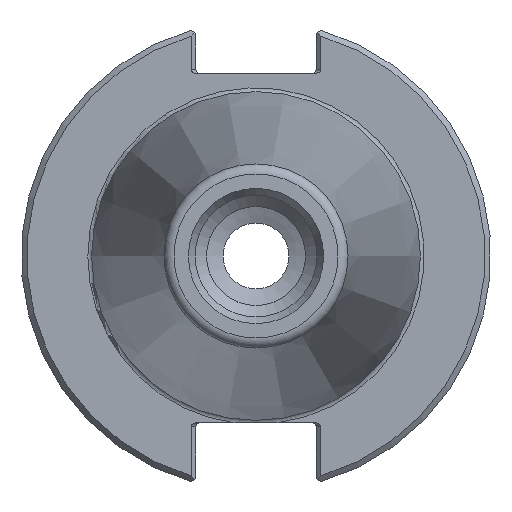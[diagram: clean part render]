
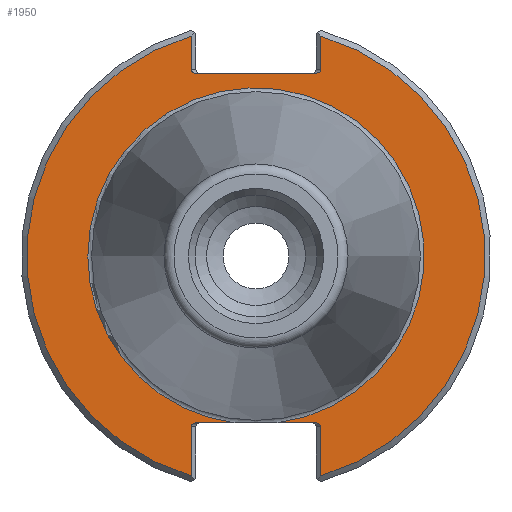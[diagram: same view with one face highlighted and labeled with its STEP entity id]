
A CAD part, left-side view. The second image highlights one B-rep face of the part: STEP entity #1950.
In plain terms, the highlighted planar face has unit normal (-1, 0, 0).
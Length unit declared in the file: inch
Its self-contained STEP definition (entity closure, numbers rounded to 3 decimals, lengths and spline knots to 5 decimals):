
#68=ELLIPSE('',#2114,0.02828,0.02);
#69=ELLIPSE('',#2116,0.02828,0.02);
#70=ELLIPSE('',#2117,0.02828,0.02);
#71=ELLIPSE('',#2119,0.02828,0.02);
#94=LINE('',#3007,#194);
#100=LINE('',#3035,#200);
#101=LINE('',#3039,#201);
#102=LINE('',#3043,#202);
#103=LINE('',#3048,#203);
#104=LINE('',#3052,#204);
#105=LINE('',#3055,#205);
#194=VECTOR('',#2414,0.63343);
#200=VECTOR('',#2428,0.205);
#201=VECTOR('',#2431,0.2622);
#202=VECTOR('',#2434,0.1782);
#203=VECTOR('',#2439,0.1782);
#204=VECTOR('',#2442,0.2622);
#205=VECTOR('',#2445,0.205);
#303=PLANE('',#2113);
#476=FACE_OUTER_BOUND('',#627,.T.);
#627=EDGE_LOOP('',(#1371,#1372,#1373,#1374,#1375,#1376,#1377,#1378,#1379,
#1380,#1381,#1382,#1383,#1384));
#801=CIRCLE('',#2111,0.895);
#803=CIRCLE('',#2115,1.22);
#804=CIRCLE('',#2118,1.22);
#902=VERTEX_POINT('',#3003);
#904=VERTEX_POINT('',#3006);
#908=VERTEX_POINT('',#3017);
#909=VERTEX_POINT('',#3018);
#911=VERTEX_POINT('',#3034);
#912=VERTEX_POINT('',#3036);
#913=VERTEX_POINT('',#3038);
#914=VERTEX_POINT('',#3040);
#915=VERTEX_POINT('',#3042);
#916=VERTEX_POINT('',#3045);
#917=VERTEX_POINT('',#3047);
#918=VERTEX_POINT('',#3049);
#919=VERTEX_POINT('',#3051);
#920=VERTEX_POINT('',#3053);
#1090=EDGE_CURVE('',#902,#904,#94,.T.);
#1097=EDGE_CURVE('',#908,#909,#801,.T.);
#1099=EDGE_CURVE('',#911,#908,#100,.T.);
#1100=EDGE_CURVE('',#912,#911,#68,.T.);
#1101=EDGE_CURVE('',#913,#912,#101,.T.);
#1102=EDGE_CURVE('',#914,#913,#803,.T.);
#1103=EDGE_CURVE('',#915,#914,#102,.T.);
#1104=EDGE_CURVE('',#904,#915,#69,.T.);
#1105=EDGE_CURVE('',#916,#902,#70,.T.);
#1106=EDGE_CURVE('',#917,#916,#103,.T.);
#1107=EDGE_CURVE('',#918,#917,#804,.T.);
#1108=EDGE_CURVE('',#919,#918,#104,.T.);
#1109=EDGE_CURVE('',#920,#919,#71,.T.);
#1110=EDGE_CURVE('',#909,#920,#105,.T.);
#1371=ORIENTED_EDGE('',*,*,#1097,.F.);
#1372=ORIENTED_EDGE('',*,*,#1099,.F.);
#1373=ORIENTED_EDGE('',*,*,#1100,.F.);
#1374=ORIENTED_EDGE('',*,*,#1101,.F.);
#1375=ORIENTED_EDGE('',*,*,#1102,.F.);
#1376=ORIENTED_EDGE('',*,*,#1103,.F.);
#1377=ORIENTED_EDGE('',*,*,#1104,.F.);
#1378=ORIENTED_EDGE('',*,*,#1090,.F.);
#1379=ORIENTED_EDGE('',*,*,#1105,.F.);
#1380=ORIENTED_EDGE('',*,*,#1106,.F.);
#1381=ORIENTED_EDGE('',*,*,#1107,.F.);
#1382=ORIENTED_EDGE('',*,*,#1108,.F.);
#1383=ORIENTED_EDGE('',*,*,#1109,.F.);
#1384=ORIENTED_EDGE('',*,*,#1110,.F.);
#1950=ADVANCED_FACE('',(#476),#303,.T.);
#2111=AXIS2_PLACEMENT_3D('',#3030,#2422,#2423);
#2113=AXIS2_PLACEMENT_3D('',#3033,#2426,#2427);
#2114=AXIS2_PLACEMENT_3D('',#3037,#2429,#2430);
#2115=AXIS2_PLACEMENT_3D('',#3041,#2432,#2433);
#2116=AXIS2_PLACEMENT_3D('',#3044,#2435,#2436);
#2117=AXIS2_PLACEMENT_3D('',#3046,#2437,#2438);
#2118=AXIS2_PLACEMENT_3D('',#3050,#2440,#2441);
#2119=AXIS2_PLACEMENT_3D('',#3054,#2443,#2444);
#2414=DIRECTION('',(0.,-1.,0.));
#2422=DIRECTION('center_axis',(-1.,0.,0.));
#2423=DIRECTION('ref_axis',(0.,-1.,0.));
#2426=DIRECTION('center_axis',(-1.,0.,0.));
#2427=DIRECTION('ref_axis',(0.,0.,1.));
#2428=DIRECTION('',(0.,1.,0.));
#2429=DIRECTION('center_axis',(-1.,0.,0.));
#2430=DIRECTION('ref_axis',(0.,-1.,0.));
#2431=DIRECTION('',(0.,0.,1.));
#2432=DIRECTION('center_axis',(1.,0.,0.));
#2433=DIRECTION('ref_axis',(0.,-1.,0.));
#2434=DIRECTION('',(0.,0.,1.));
#2435=DIRECTION('center_axis',(-1.,0.,0.));
#2436=DIRECTION('ref_axis',(0.,-1.,0.));
#2437=DIRECTION('center_axis',(-1.,0.,0.));
#2438=DIRECTION('ref_axis',(0.,1.,0.));
#2439=DIRECTION('',(0.,0.,-1.));
#2440=DIRECTION('center_axis',(1.,0.,0.));
#2441=DIRECTION('ref_axis',(0.,1.,0.));
#2442=DIRECTION('',(0.,0.,-1.));
#2443=DIRECTION('center_axis',(-1.,0.,0.));
#2444=DIRECTION('ref_axis',(0.,1.,0.));
#2445=DIRECTION('',(0.,1.,0.));
#3003=CARTESIAN_POINT('',(0.125,0.31672,0.972));
#3006=CARTESIAN_POINT('',(0.125,-0.31672,0.972));
#3007=CARTESIAN_POINT('',(0.125,0.53125,0.972));
#3017=CARTESIAN_POINT('',(0.125,-0.11172,-0.888));
#3018=CARTESIAN_POINT('',(0.125,0.11172,-0.888));
#3030=CARTESIAN_POINT('Origin',(0.125,0.,0.));
#3033=CARTESIAN_POINT('Origin',(0.125,1.0625,0.));
#3034=CARTESIAN_POINT('',(0.125,-0.31672,-0.888));
#3035=CARTESIAN_POINT('',(0.125,0.53125,-0.888));
#3036=CARTESIAN_POINT('',(0.125,-0.345,-0.908));
#3037=CARTESIAN_POINT('Origin',(0.125,-0.31672,-0.908));
#3038=CARTESIAN_POINT('',(0.125,-0.345,-1.1702));
#3039=CARTESIAN_POINT('',(0.125,-0.345,-0.444));
#3040=CARTESIAN_POINT('',(0.125,-0.345,1.1702));
#3041=CARTESIAN_POINT('Origin',(0.125,0.,0.));
#3042=CARTESIAN_POINT('',(0.125,-0.345,0.992));
#3043=CARTESIAN_POINT('',(0.125,-0.345,0.486));
#3044=CARTESIAN_POINT('Origin',(0.125,-0.31672,0.992));
#3045=CARTESIAN_POINT('',(0.125,0.345,0.992));
#3046=CARTESIAN_POINT('Origin',(0.125,0.31672,0.992));
#3047=CARTESIAN_POINT('',(0.125,0.345,1.1702));
#3048=CARTESIAN_POINT('',(0.125,0.345,0.486));
#3049=CARTESIAN_POINT('',(0.125,0.345,-1.1702));
#3050=CARTESIAN_POINT('Origin',(0.125,0.,0.));
#3051=CARTESIAN_POINT('',(0.125,0.345,-0.908));
#3052=CARTESIAN_POINT('',(0.125,0.345,-0.444));
#3053=CARTESIAN_POINT('',(0.125,0.31672,-0.888));
#3054=CARTESIAN_POINT('Origin',(0.125,0.31672,-0.908));
#3055=CARTESIAN_POINT('',(0.125,0.53125,-0.888));
